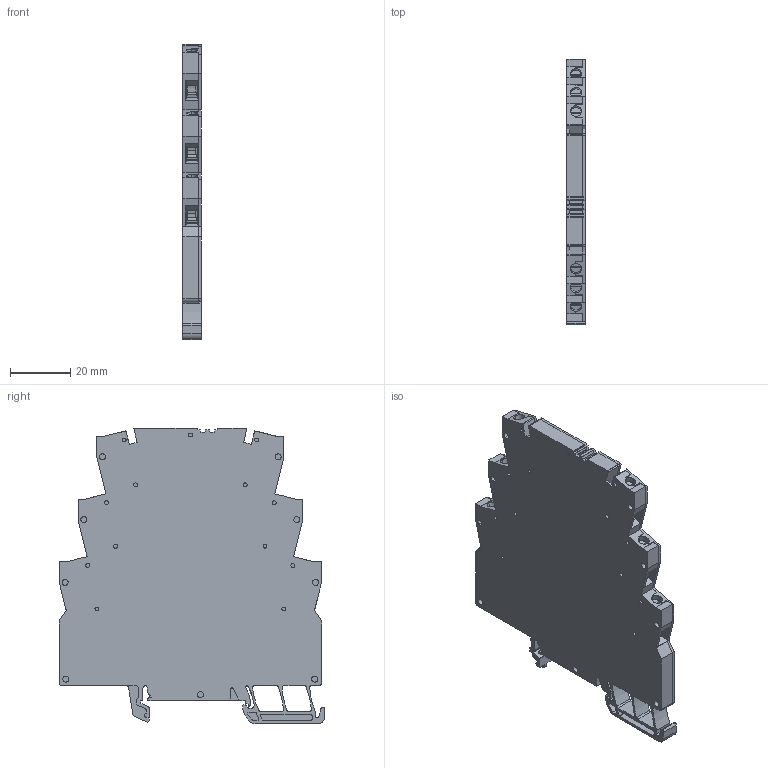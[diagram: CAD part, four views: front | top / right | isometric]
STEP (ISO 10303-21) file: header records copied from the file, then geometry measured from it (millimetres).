
FILE_DESCRIPTION(('CATIA V5 STEP Exchange','CAx-IF Rec.Pracs.--- Model Styling and Organization---1.4--- 2014-01-23'),'2;1');
FILE_NAME ('D1473159_0', '2021-02-05T12:42:16+00:00', ('none'), ('Weidmueller'), 'CATIA Version 5-6 Release 2016 SP3 HF44', 'CATIA V5 STEP AP214', 'none');
FILE_SCHEMA(('AUTOMOTIVE_DESIGN { 1 0 10303 214 1 1 1 1 }'));
Products named in the file (1): S3D_MHS_6
Bounding box: 6.05 x 88.1 x 97.8 mm (x, y, z)
Volume: 18934.5 mm3; surface area: 37337.5 mm2
Topology: 8 solids, 8 shells, 1642 faces, 5016 edges, 3455 vertices
Faces by surface type: plane 1110, cylinder 473, extrusion 43, bspline 16
Entity records: 56944 total; most frequent: CARTESIAN_POINT 12771, ORIENTED_EDGE 10032, DIRECTION 6823, EDGE_CURVE 5016, VERTEX_POINT 3455, VECTOR 3215, LINE 3172, AXIS2_PLACEMENT_3D 2347
